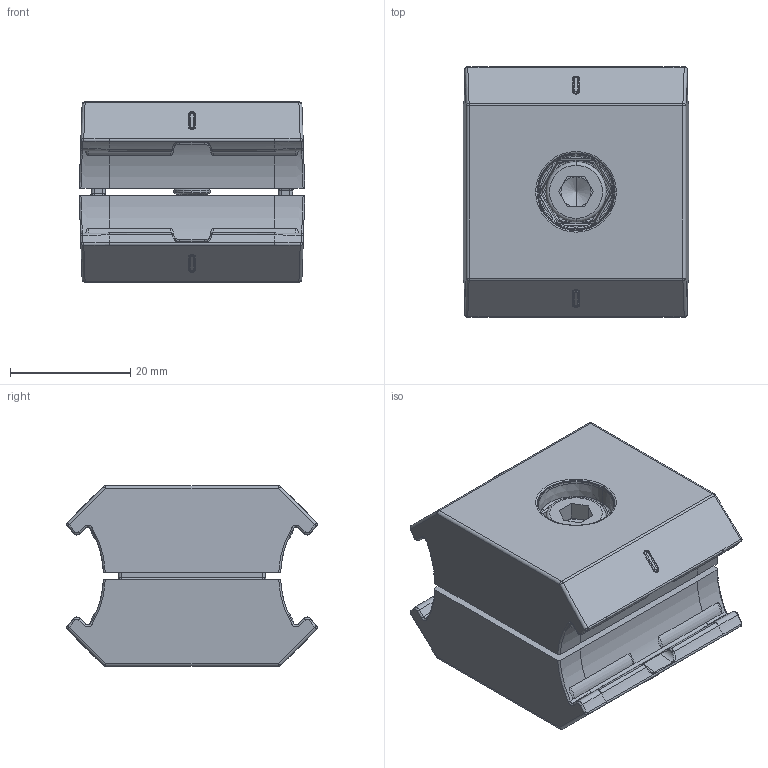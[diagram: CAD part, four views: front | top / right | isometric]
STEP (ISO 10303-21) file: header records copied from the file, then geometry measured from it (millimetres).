
FILE_DESCRIPTION (( 'STEP AP203' ), '1' );
FILE_NAME ('099RV30PS02.STEP', '2019-09-20T11:35:12', ( '' ), ( '' ), 'SwSTEP 2.0', 'SolidWorks 2019', '' );
FILE_SCHEMA (( 'CONFIG_CONTROL_DESIGN' ));
Length unit declared in the file: millimetre
Products named in the file (4): 099RV30PR02_099RV30PR02; cap screw ISO 4762 M6x20_ISO 4762 M6; 4iso10511m06m_4iso10511m06m; 099RV30PS02
Assembly tree (4 placements, depth 2):
  099RV30PS02
    099RV30PR02_099RV30PR02  x2
    cap screw ISO 4762 M6x20_ISO 4762 M6
    4iso10511m06m_4iso10511m06m
Bounding box: 37.5 x 41.67 x 30 mm (x, y, z)
Volume: 27054.5 mm3; surface area: 16127.9 mm2
Topology: 4 solids, 4 shells, 1288 faces, 2864 edges, 1607 vertices
Faces by surface type: bspline 376, cylinder 342, torus 166, plane 154, cone 142, sphere 108
Entity records: 23446 total; most frequent: CARTESIAN_POINT 8288, ORIENTED_EDGE 3212, DIRECTION 3012, EDGE_CURVE 1606, AXIS2_PLACEMENT_3D 1279, VERTEX_POINT 897, EDGE_LOOP 751, ADVANCED_FACE 731
